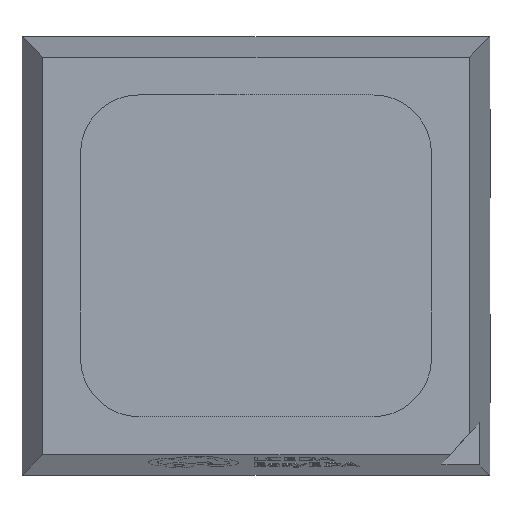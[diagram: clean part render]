
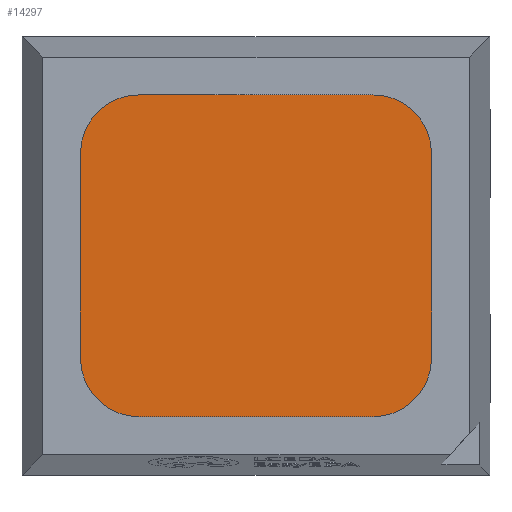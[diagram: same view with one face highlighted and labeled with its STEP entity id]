
A CAD part, top view. The second image highlights one B-rep face of the part: STEP entity #14297.
In plain terms, the highlighted planar face has unit normal (0, 0, 1).
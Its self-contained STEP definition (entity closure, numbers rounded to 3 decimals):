
#148 = EDGE_CURVE ( 'NONE', #2118, #674, #5900, .T. ) ;
#449 = EDGE_CURVE ( 'NONE', #12360, #11649, #8183, .T. ) ;
#577 = DIRECTION ( 'NONE',  ( 0., 0., 1. ) ) ;
#674 = VERTEX_POINT ( 'NONE', #8768 ) ;
#718 = CARTESIAN_POINT ( 'NONE',  ( 0.4, 0.55, 0.4 ) ) ;
#863 = VECTOR ( 'NONE', #12982, 1000. ) ;
#1070 = DIRECTION ( 'NONE',  ( 0., 0., 1. ) ) ;
#1220 = DIRECTION ( 'NONE',  ( 1., 0., 0. ) ) ;
#1837 = AXIS2_PLACEMENT_3D ( 'NONE', #4309, #4231, #2956 ) ;
#1949 = FACE_OUTER_BOUND ( 'NONE', #11173, .T. ) ;
#2118 = VERTEX_POINT ( 'NONE', #12527 ) ;
#2174 = DIRECTION ( 'NONE',  ( 0., 1., 0. ) ) ;
#2212 = ORIENTED_EDGE ( 'NONE', *, *, #4844, .T. ) ;
#2349 = CIRCLE ( 'NONE', #1837, 0.2 ) ;
#2649 = EDGE_CURVE ( 'NONE', #3465, #4759, #7776, .T. ) ;
#2838 = DIRECTION ( 'NONE',  ( 0., 0., 1. ) ) ;
#2956 = DIRECTION ( 'NONE',  ( 1., 0., 0. ) ) ;
#3275 = DIRECTION ( 'NONE',  ( 1., 0., 0. ) ) ;
#3465 = VERTEX_POINT ( 'NONE', #3541 ) ;
#3541 = CARTESIAN_POINT ( 'NONE',  ( -0.6, 0.35, 0.4 ) ) ;
#4231 = DIRECTION ( 'NONE',  ( 0., 0., 1. ) ) ;
#4237 = DIRECTION ( 'NONE',  ( 0., -1., 0. ) ) ;
#4309 = CARTESIAN_POINT ( 'NONE',  ( -0.4, 0.35, 0.4 ) ) ;
#4759 = VERTEX_POINT ( 'NONE', #7399 ) ;
#4765 = VECTOR ( 'NONE', #9829, 1000. ) ;
#4819 = VECTOR ( 'NONE', #4237, 1000. ) ;
#4844 = EDGE_CURVE ( 'NONE', #9663, #3465, #2349, .T. ) ;
#4986 = CIRCLE ( 'NONE', #12513, 0.2 ) ;
#5003 = CARTESIAN_POINT ( 'NONE',  ( 0.4, 0.55, 0.4 ) ) ;
#5352 = CARTESIAN_POINT ( 'NONE',  ( -0.4, -0.35, 0.4 ) ) ;
#5900 = LINE ( 'NONE', #8432, #10588 ) ;
#5971 = CARTESIAN_POINT ( 'NONE',  ( -0.4, 0.55, 0.4 ) ) ;
#6583 = CARTESIAN_POINT ( 'NONE',  ( 0.4, 0.35, 0.4 ) ) ;
#6769 = EDGE_CURVE ( 'NONE', #6942, #9663, #10042, .T. ) ;
#6942 = VERTEX_POINT ( 'NONE', #718 ) ;
#7126 = CARTESIAN_POINT ( 'NONE',  ( -0.4, -0.55, 0.4 ) ) ;
#7399 = CARTESIAN_POINT ( 'NONE',  ( -0.6, -0.35, 0.4 ) ) ;
#7463 = ORIENTED_EDGE ( 'NONE', *, *, #6769, .T. ) ;
#7776 = LINE ( 'NONE', #13788, #4819 ) ;
#7999 = CARTESIAN_POINT ( 'NONE',  ( 0.4, -0.55, 0.4 ) ) ;
#8183 = LINE ( 'NONE', #15529, #863 ) ;
#8432 = CARTESIAN_POINT ( 'NONE',  ( 0.6, -0.35, 0.4 ) ) ;
#8768 = CARTESIAN_POINT ( 'NONE',  ( 0.6, 0.35, 0.4 ) ) ;
#8964 = CIRCLE ( 'NONE', #9486, 0.2 ) ;
#9235 = PLANE ( 'NONE',  #9380 ) ;
#9380 = AXIS2_PLACEMENT_3D ( 'NONE', #5352, #2838, #13817 ) ;
#9486 = AXIS2_PLACEMENT_3D ( 'NONE', #15457, #1070, #1220 ) ;
#9663 = VERTEX_POINT ( 'NONE', #5971 ) ;
#9829 = DIRECTION ( 'NONE',  ( -1., 0., 0. ) ) ;
#10042 = LINE ( 'NONE', #5003, #4765 ) ;
#10050 = ORIENTED_EDGE ( 'NONE', *, *, #11473, .T. ) ;
#10189 = ORIENTED_EDGE ( 'NONE', *, *, #2649, .T. ) ;
#10588 = VECTOR ( 'NONE', #2174, 1000. ) ;
#10732 = DIRECTION ( 'NONE',  ( 1., 0., 0. ) ) ;
#10807 = DIRECTION ( 'NONE',  ( 0., 0., 1. ) ) ;
#11173 = EDGE_LOOP ( 'NONE', ( #14316, #11631, #10050, #15589, #11903, #7463, #2212, #10189 ) ) ;
#11420 = EDGE_CURVE ( 'NONE', #674, #6942, #4986, .T. ) ;
#11473 = EDGE_CURVE ( 'NONE', #11649, #2118, #12778, .T. ) ;
#11631 = ORIENTED_EDGE ( 'NONE', *, *, #449, .T. ) ;
#11649 = VERTEX_POINT ( 'NONE', #7999 ) ;
#11903 = ORIENTED_EDGE ( 'NONE', *, *, #11420, .T. ) ;
#12360 = VERTEX_POINT ( 'NONE', #7126 ) ;
#12513 = AXIS2_PLACEMENT_3D ( 'NONE', #6583, #577, #3275 ) ;
#12527 = CARTESIAN_POINT ( 'NONE',  ( 0.6, -0.35, 0.4 ) ) ;
#12778 = CIRCLE ( 'NONE', #14602, 0.2 ) ;
#12982 = DIRECTION ( 'NONE',  ( 1., 0., 0. ) ) ;
#13788 = CARTESIAN_POINT ( 'NONE',  ( -0.6, 0.35, 0.4 ) ) ;
#13817 = DIRECTION ( 'NONE',  ( 1., 0., 0. ) ) ;
#14197 = CARTESIAN_POINT ( 'NONE',  ( 0.4, -0.35, 0.4 ) ) ;
#14297 = ADVANCED_FACE ( 'NONE', ( #1949 ), #9235, .T. ) ;
#14316 = ORIENTED_EDGE ( 'NONE', *, *, #15180, .T. ) ;
#14602 = AXIS2_PLACEMENT_3D ( 'NONE', #14197, #10807, #10732 ) ;
#15180 = EDGE_CURVE ( 'NONE', #4759, #12360, #8964, .T. ) ;
#15457 = CARTESIAN_POINT ( 'NONE',  ( -0.4, -0.35, 0.4 ) ) ;
#15529 = CARTESIAN_POINT ( 'NONE',  ( -0.4, -0.55, 0.4 ) ) ;
#15589 = ORIENTED_EDGE ( 'NONE', *, *, #148, .T. ) ;
